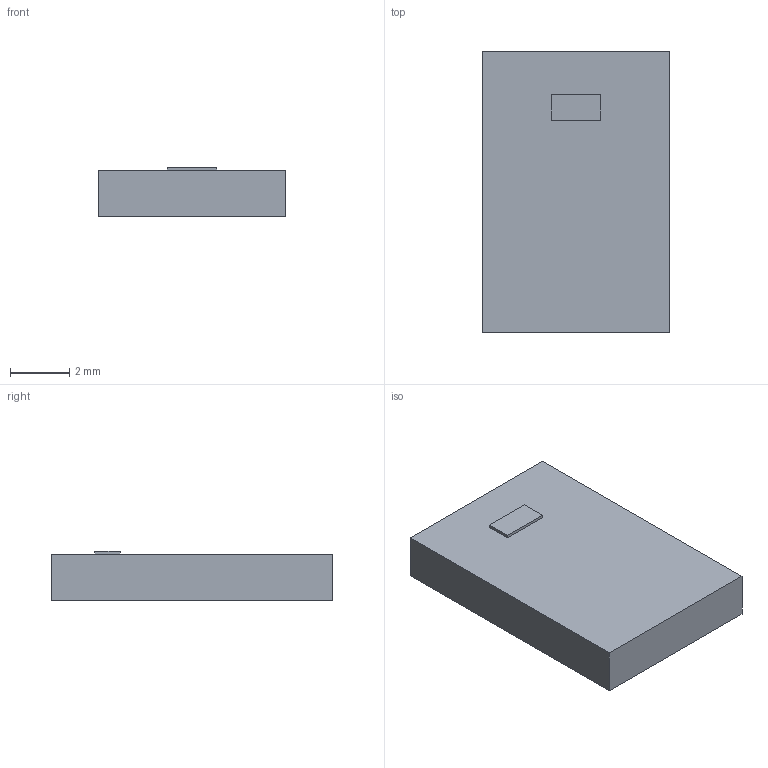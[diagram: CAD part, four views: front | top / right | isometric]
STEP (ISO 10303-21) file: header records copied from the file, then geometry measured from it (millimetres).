
FILE_DESCRIPTION(/* description */ (''),/* implementation_level */ '2;1');
FILE_NAME(/* name */ 'IFB-10010-R00 - CANTerm.step',/* time_stamp */ '2019-10-30T00:38:26-05:00',/* author */ (''),/* organization */ (''),/* preprocessor_version */ 'ST-DEVELOPER v18',/* originating_system */ 'Autodesk Translation Framework v8.9.1.1155',/* authorisation */ '');
FILE_SCHEMA (('AUTOMOTIVE_DESIGN { 1 0 10303 214 3 1 1 }'));
Length unit declared in the file: millimetre
Products named in the file (4): IFB-10010-R00 - CAN Term; PCB Component; Board; 120
Assembly tree (3 placements, depth 3):
  IFB-10010-R00 - CAN Term
    PCB Component
      Board
      120
Bounding box: 6.35 x 9.53 x 1.67 mm (x, y, z)
Volume: 95.1 mm3; surface area: 174.2 mm2
Topology: 2 solids, 2 shells, 12 faces, 24 edges, 16 vertices
Faces by surface type: plane 12
Entity records: 427 total; most frequent: DIRECTION 62, CARTESIAN_POINT 59, ORIENTED_EDGE 48, LINE 24, VECTOR 24, EDGE_CURVE 24, AXIS2_PLACEMENT_3D 19, VERTEX_POINT 16
